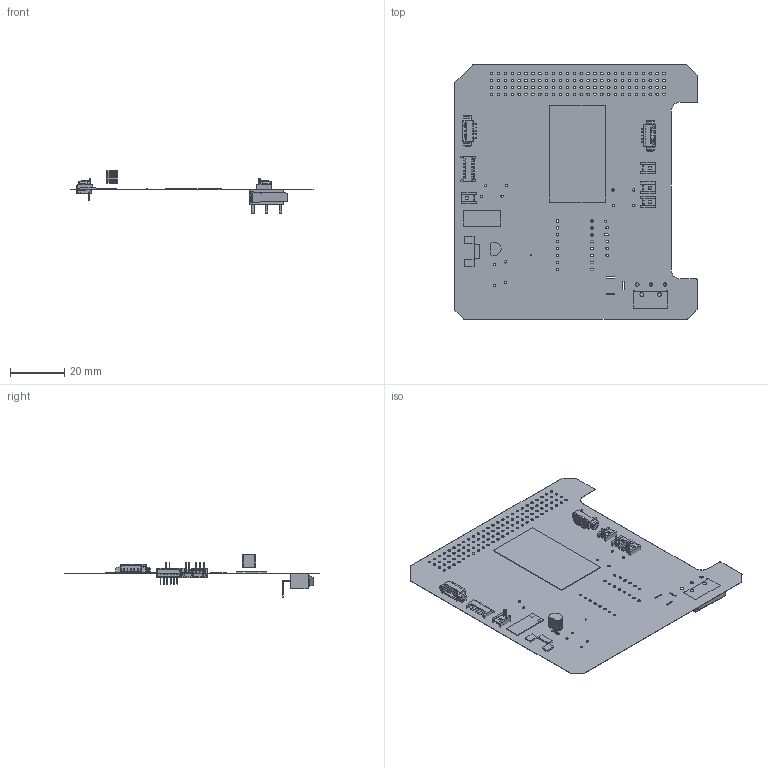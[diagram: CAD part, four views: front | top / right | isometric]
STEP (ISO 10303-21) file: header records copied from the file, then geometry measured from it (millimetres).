
FILE_DESCRIPTION(('Open CASCADE Model'),'2;1');
FILE_NAME('Open CASCADE Shape Model','2018-02-25T18:46:20',('Author'),( 'Open CASCADE'),'Open CASCADE STEP processor 6.8','Open CASCADE 6.8' ,'Unknown');
FILE_SCHEMA(('AUTOMOTIVE_DESIGN { 1 0 10303 214 1 1 1 1 }'));
Length unit declared in the file: millimetre
Products named in the file (40): PCB; Board; T2; 530480210; Open CASCADE STEP translator 6.8 5.2.1.1; Open CASCADE STEP translator 6.8 5.2.1.2; Mux; 931844944; Extruded; FlightSwitch; Microswitch; D2FS_FL_N_A1; D2FS_FL_N_A1_BASE; D2FS_FL_N_A1_BUTTON; D2FS_FL_N_A1_LEVER; PIKSI_UARTA; 532610571; Open CASCADE STEP translator 6.8 5.6.1.1; Open CASCADE STEP translator 6.8 5.6.1.2; ADCS; FC; 960997856; PressSense; 960997448; 960997584; T4; T3; Current_Source; 960997720; Docking; 530480610; Open CASCADE STEP translator 6.8 5.13.1.1; Open CASCADE STEP translator 6.8 5.13.1.2; 24V; 960997992
Assembly tree (44 placements, depth 4):
  PCB
    Board
    T2
      530480210
        Open CASCADE STEP translator 6.8 5.2.1.1
        Open CASCADE STEP translator 6.8 5.2.1.2
    Mux
      931844944
        Extruded
    FlightSwitch
      530480210
        Open CASCADE STEP translator 6.8 5.2.1.1
        Open CASCADE STEP translator 6.8 5.2.1.2
    Microswitch
      D2FS_FL_N_A1
        D2FS_FL_N_A1_BASE
        D2FS_FL_N_A1_BUTTON
        D2FS_FL_N_A1_LEVER
    PIKSI_UARTA
      532610571
        Open CASCADE STEP translator 6.8 5.6.1.1
        Open CASCADE STEP translator 6.8 5.6.1.2
    ADCS
      532610571
        Open CASCADE STEP translator 6.8 5.6.1.1
        Open CASCADE STEP translator 6.8 5.6.1.2
    FC
      960997856
        Extruded
    PressSense
      960997448
        Extruded
      960997584  x2
        Extruded
    T4
      530480210
        Open CASCADE STEP translator 6.8 5.2.1.1
        Open CASCADE STEP translator 6.8 5.2.1.2
    T3
      530480210
        Open CASCADE STEP translator 6.8 5.2.1.1
        Open CASCADE STEP translator 6.8 5.2.1.2
    Current_Source
      960997720
        Extruded
    Docking
      530480610
        Open CASCADE STEP translator 6.8 5.13.1.1
        Open CASCADE STEP translator 6.8 5.13.1.2
    24V
      960997992
        Extruded
Bounding box: 89.42 x 93.65 x 15.76 mm (x, y, z)
Volume: 2106.8 mm3; surface area: 19285.6 mm2
Topology: 18 solids, 18 shells, 1638 faces, 4497 edges, 3038 vertices
Faces by surface type: plane 1293, cylinder 233, bspline 112
Full cylindrical faces by diameter (mm): 0.5 x8, 0.6 x6, 0.8 x1, 0.85 x12, 0.9 x23, 0.914 x104, 1.1 x2, 1.2 x3
Entity records: 34442 total; most frequent: CARTESIAN_POINT 7573, ORIENTED_EDGE 5402, DIRECTION 5108, EDGE_CURVE 2701, LINE 2234, VECTOR 2234, VERTEX_POINT 1752, AXIS2_PLACEMENT_3D 1437
